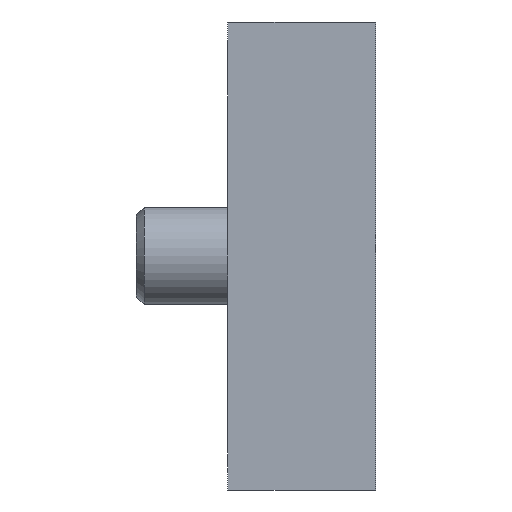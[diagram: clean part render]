
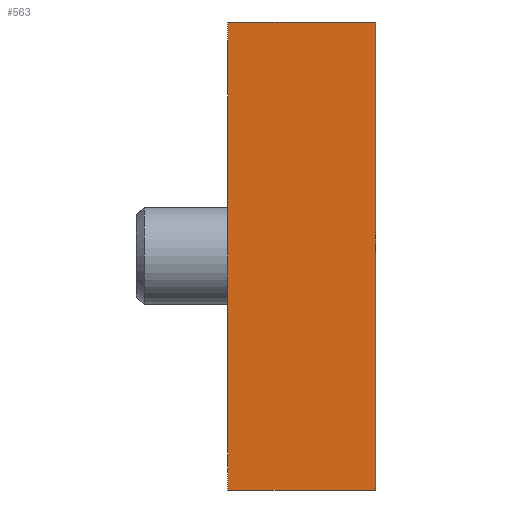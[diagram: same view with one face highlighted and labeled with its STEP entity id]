
A CAD part, front view. The second image highlights one B-rep face of the part: STEP entity #563.
In plain terms, the highlighted face is planar.
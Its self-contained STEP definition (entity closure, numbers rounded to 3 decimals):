
#97=ORIENTED_EDGE('',*,*,#219,.T.);
#98=ORIENTED_EDGE('',*,*,#210,.F.);
#99=ORIENTED_EDGE('',*,*,#220,.F.);
#100=ORIENTED_EDGE('',*,*,#215,.T.);
#210=EDGE_CURVE('',#272,#269,#324,.T.);
#215=EDGE_CURVE('',#276,#275,#329,.T.);
#219=EDGE_CURVE('',#275,#269,#331,.T.);
#220=EDGE_CURVE('',#276,#272,#332,.T.);
#269=VERTEX_POINT('',#881);
#272=VERTEX_POINT('',#886);
#275=VERTEX_POINT('',#896);
#276=VERTEX_POINT('',#898);
#324=LINE('',#887,#354);
#329=LINE('',#897,#359);
#331=LINE('',#906,#361);
#332=LINE('',#907,#362);
#354=VECTOR('',#705,1000.);
#359=VECTOR('',#714,1000.);
#361=VECTOR('',#724,1000.);
#362=VECTOR('',#725,1000.);
#386=EDGE_LOOP('',(#97,#98,#99,#100));
#464=FACE_BOUND('',#386,.T.);
#540=PLANE('',#630);
#563=ADVANCED_FACE('',(#464),#540,.F.);
#630=AXIS2_PLACEMENT_3D('',#905,#722,#723);
#705=DIRECTION('',(0.,0.,-1.));
#714=DIRECTION('',(0.,0.,-1.));
#722=DIRECTION('',(0.,-1.,0.));
#723=DIRECTION('',(0.,0.,-1.));
#724=DIRECTION('',(-1.,0.,0.));
#725=DIRECTION('',(-1.,0.,0.));
#881=CARTESIAN_POINT('',(-19.,78.5,0.));
#886=CARTESIAN_POINT('',(-19.,78.5,12.));
#887=CARTESIAN_POINT('',(-19.,78.5,12.));
#896=CARTESIAN_POINT('',(19.,78.5,0.));
#897=CARTESIAN_POINT('',(19.,78.5,12.));
#898=CARTESIAN_POINT('',(19.,78.5,12.));
#905=CARTESIAN_POINT('',(19.,78.5,12.));
#906=CARTESIAN_POINT('',(19.,78.5,0.));
#907=CARTESIAN_POINT('',(19.,78.5,12.));
